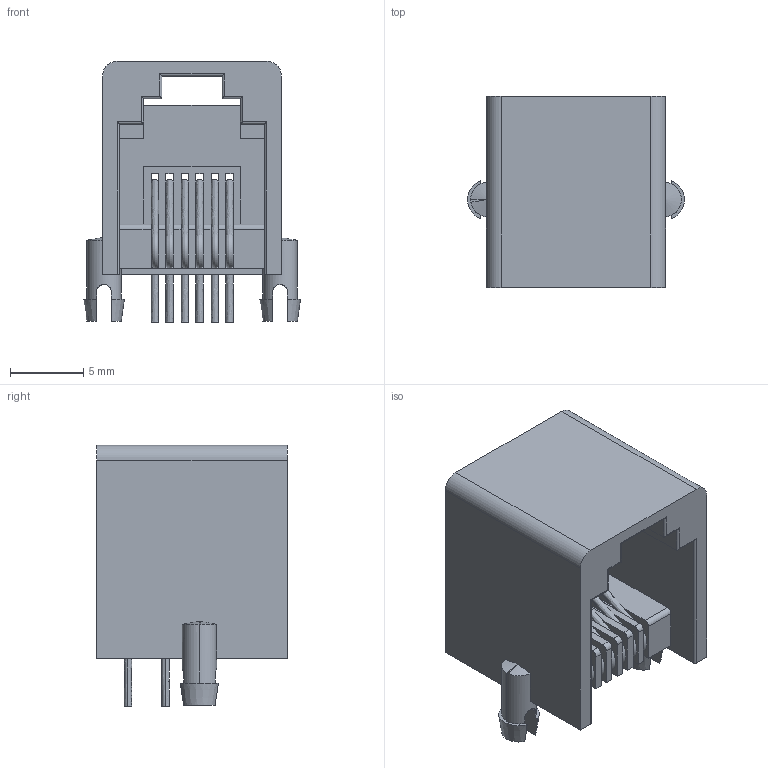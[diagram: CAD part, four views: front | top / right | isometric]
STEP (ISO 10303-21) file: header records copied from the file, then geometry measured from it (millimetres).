
FILE_DESCRIPTION (( 'STEP AP214' ), '1' );
FILE_NAME ('615006138421.STEP', '2021-06-17T06:27:13', ( '' ), ( '' ), 'SwSTEP 2.0', 'SolidWorks 2018', '' );
FILE_SCHEMA (( 'AUTOMOTIVE_DESIGN' ));
Length unit declared in the file: millimetre
Products named in the file (8): 615006138421_07; 615006138421_06; 615006138421_05; 615006138421_04; 615006138421_03; 615006138421_02; 615006138421_01; 615006138421
Assembly tree (7 placements, depth 2):
  615006138421
    615006138421_01
    615006138421_02
    615006138421_03
    615006138421_04
    615006138421_05
    615006138421_06
    615006138421_07
Bounding box: 14.78 x 13 x 17.8 mm (x, y, z)
Volume: 1070.9 mm3; surface area: 2192.2 mm2
Topology: 7 solids, 7 shells, 198 faces, 593 edges, 388 vertices
Faces by surface type: plane 149, cylinder 28, bspline 12, cone 9
Entity records: 26089 total; most frequent: CARTESIAN_POINT 18655, ORIENTED_EDGE 1182, DIRECTION 961, EDGE_CURVE 591, LINE 465, VECTOR 465, VERTEX_POINT 388, AXIS2_PLACEMENT_3D 248
